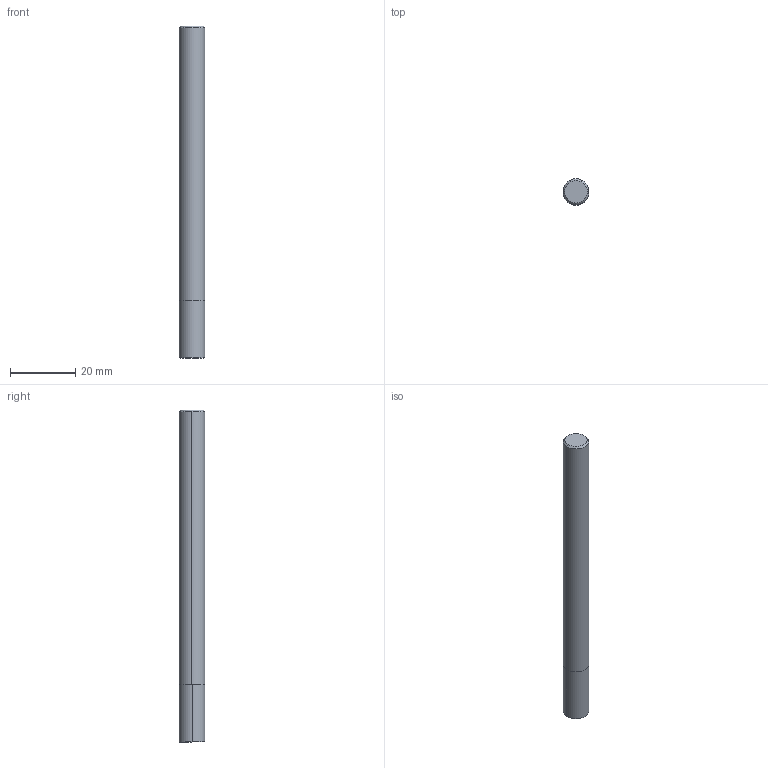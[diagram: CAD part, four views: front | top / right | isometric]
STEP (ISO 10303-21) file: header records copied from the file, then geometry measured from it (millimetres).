
FILE_DESCRIPTION (( 'STEP AP203' ), '1' );
FILE_NAME ('32263.STEP', '2024-02-27T14:51:23', ( '' ), ( '' ), 'SwSTEP 2.0', 'SolidWorks 2023', '' );
FILE_SCHEMA (( 'CONFIG_CONTROL_DESIGN' ));
Length unit declared in the file: inch
Products named in the file (1): 32263
Bounding box: 7.94 x 7.94 x 101.6 mm (x, y, z)
Volume: 5024.4 mm3; surface area: 2723.3 mm2
Topology: 2 solids, 2 shells, 12 faces, 20 edges, 12 vertices
Faces by surface type: cylinder 4, plane 4, cone 4
Entity records: 361 total; most frequent: DIRECTION 58, CARTESIAN_POINT 45, ORIENTED_EDGE 40, AXIS2_PLACEMENT_3D 25, EDGE_CURVE 20, VERTEX_POINT 12, ADVANCED_FACE 12, FACE_OUTER_BOUND 12
